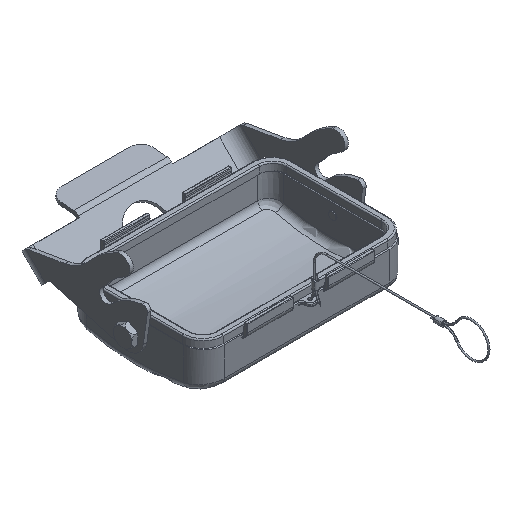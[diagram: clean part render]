
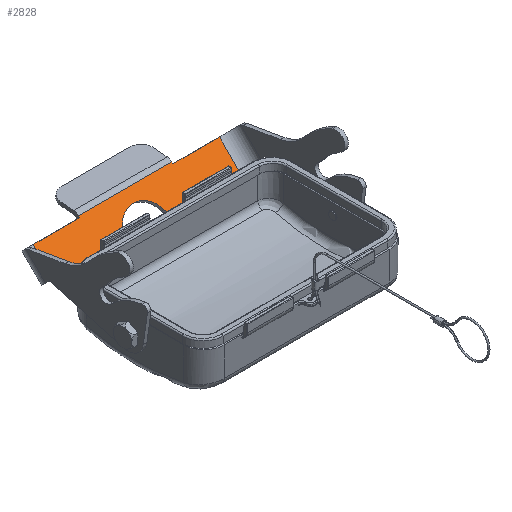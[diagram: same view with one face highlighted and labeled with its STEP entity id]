
A CAD part, isometric view. The second image highlights one B-rep face of the part: STEP entity #2828.
In plain terms, the highlighted planar face has unit normal (0, -0.707, 0.707).
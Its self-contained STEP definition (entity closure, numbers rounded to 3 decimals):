
#2058=FACE_OUTER_BOUND('',#3687,.T.);
#2828=ADVANCED_FACE('',(#2058),#3082,.F.);
#3082=PLANE('',#10711);
#3687=EDGE_LOOP('',(#6217,#6218,#6219,#6220,#6221,#6222,#6223,#6224,#6225,
#6226,#6227,#6228));
#4117=CIRCLE('',#10627,3.);
#4118=CIRCLE('',#10629,3.);
#4120=CIRCLE('',#10632,13.5);
#6217=ORIENTED_EDGE('',*,*,#8627,.T.);
#6218=ORIENTED_EDGE('',*,*,#8503,.T.);
#6219=ORIENTED_EDGE('',*,*,#8632,.T.);
#6220=ORIENTED_EDGE('',*,*,#8630,.T.);
#6221=ORIENTED_EDGE('',*,*,#8558,.T.);
#6222=ORIENTED_EDGE('',*,*,#8586,.T.);
#6223=ORIENTED_EDGE('',*,*,#8539,.T.);
#6224=ORIENTED_EDGE('',*,*,#8543,.F.);
#6225=ORIENTED_EDGE('',*,*,#8537,.T.);
#6226=ORIENTED_EDGE('',*,*,#8649,.T.);
#6227=ORIENTED_EDGE('',*,*,#8561,.T.);
#6228=ORIENTED_EDGE('',*,*,#8638,.T.);
#7384=VERTEX_POINT('',#17835);
#7386=VERTEX_POINT('',#17839);
#7419=VERTEX_POINT('',#17915);
#7420=VERTEX_POINT('',#17917);
#7421=VERTEX_POINT('',#17921);
#7422=VERTEX_POINT('',#17922);
#7438=VERTEX_POINT('',#17969);
#7439=VERTEX_POINT('',#17971);
#7440=VERTEX_POINT('',#17975);
#7442=VERTEX_POINT('',#17978);
#7479=VERTEX_POINT('',#18103);
#7480=VERTEX_POINT('',#18108);
#8503=EDGE_CURVE('',#7384,#7386,#9263,.T.);
#8537=EDGE_CURVE('',#7420,#7419,#4117,.T.);
#8539=EDGE_CURVE('',#7421,#7422,#4118,.T.);
#8543=EDGE_CURVE('',#7420,#7422,#4120,.T.);
#8558=EDGE_CURVE('',#7439,#7438,#9288,.T.);
#8561=EDGE_CURVE('',#7442,#7440,#9289,.T.);
#8586=EDGE_CURVE('',#7438,#7421,#9300,.T.);
#8627=EDGE_CURVE('',#7479,#7384,#9325,.T.);
#8630=EDGE_CURVE('',#7480,#7439,#9328,.T.);
#8632=EDGE_CURVE('',#7386,#7480,#9330,.T.);
#8638=EDGE_CURVE('',#7440,#7479,#9336,.T.);
#8649=EDGE_CURVE('',#7419,#7442,#9344,.T.);
#9263=LINE('',#17840,#9797);
#9288=LINE('',#17970,#9822);
#9289=LINE('',#17977,#9823);
#9300=LINE('',#18027,#9834);
#9325=LINE('',#18102,#9859);
#9328=LINE('',#18107,#9862);
#9330=LINE('',#18111,#9864);
#9336=LINE('',#18121,#9870);
#9344=LINE('',#18144,#9878);
#9797=VECTOR('',#12493,1.);
#9822=VECTOR('',#12600,1.);
#9823=VECTOR('',#12607,1.);
#9834=VECTOR('',#12656,1.);
#9859=VECTOR('',#12739,1.);
#9862=VECTOR('',#12744,1.);
#9864=VECTOR('',#12748,1.);
#9870=VECTOR('',#12762,1.);
#9878=VECTOR('',#12792,1.);
#10627=AXIS2_PLACEMENT_3D('',#17916,#12562,#12563);
#10629=AXIS2_PLACEMENT_3D('',#17920,#12567,#12568);
#10632=AXIS2_PLACEMENT_3D('',#17929,#12575,#12576);
#10711=AXIS2_PLACEMENT_3D('',#18147,#12796,#12797);
#12493=DIRECTION('',(-1.,0.,0.));
#12562=DIRECTION('',(0.,-0.707,0.707));
#12563=DIRECTION('',(-1.,0.,0.));
#12567=DIRECTION('',(0.,-0.707,0.707));
#12568=DIRECTION('',(-1.,0.,0.));
#12575=DIRECTION('',(0.,-0.707,0.707));
#12576=DIRECTION('',(1.,0.,0.));
#12600=DIRECTION('',(0.,-0.707,-0.707));
#12607=DIRECTION('',(0.,0.707,0.707));
#12656=DIRECTION('',(1.,0.,0.));
#12739=DIRECTION('',(0.,0.707,0.707));
#12744=DIRECTION('',(-1.,0.,0.));
#12748=DIRECTION('',(0.,-0.707,-0.707));
#12762=DIRECTION('',(-1.,0.,0.));
#12792=DIRECTION('',(1.,0.,0.));
#12796=DIRECTION('',(0.,0.707,-0.707));
#12797=DIRECTION('',(-1.,0.,0.));
#17835=CARTESIAN_POINT('',(28.906,121.764,31.585));
#17839=CARTESIAN_POINT('',(-31.094,121.764,31.585));
#17840=CARTESIAN_POINT('',(-31.094,121.764,31.585));
#17915=CARTESIAN_POINT('',(14.631,108.309,18.13));
#17916=CARTESIAN_POINT('',(14.631,110.43,20.251));
#17917=CARTESIAN_POINT('',(11.772,109.787,19.609));
#17920=CARTESIAN_POINT('',(-16.818,110.43,20.251));
#17921=CARTESIAN_POINT('',(-16.818,108.309,18.13));
#17922=CARTESIAN_POINT('',(-13.959,109.787,19.609));
#17929=CARTESIAN_POINT('',(-1.094,106.894,16.716));
#17969=CARTESIAN_POINT('',(-61.094,108.309,18.13));
#17970=CARTESIAN_POINT('',(-61.094,108.309,18.13));
#17971=CARTESIAN_POINT('',(-61.094,121.036,30.858));
#17975=CARTESIAN_POINT('',(58.906,121.036,30.858));
#17977=CARTESIAN_POINT('',(58.906,121.036,30.858));
#17978=CARTESIAN_POINT('',(58.906,108.309,18.13));
#18027=CARTESIAN_POINT('',(-71.544,108.309,18.13));
#18102=CARTESIAN_POINT('',(28.906,121.036,30.858));
#18103=CARTESIAN_POINT('',(28.906,121.036,30.858));
#18107=CARTESIAN_POINT('',(-71.544,121.036,30.858));
#18108=CARTESIAN_POINT('',(-31.094,121.036,30.858));
#18111=CARTESIAN_POINT('',(-31.094,104.454,14.276));
#18121=CARTESIAN_POINT('',(-71.544,121.036,30.858));
#18144=CARTESIAN_POINT('',(-71.544,108.309,18.13));
#18147=CARTESIAN_POINT('',(58.856,121.036,30.858));
